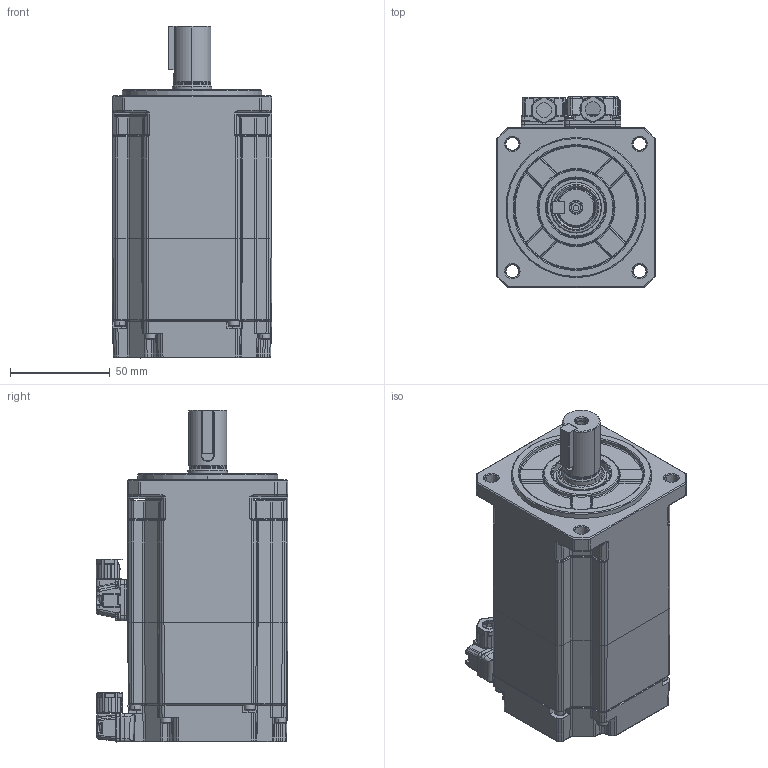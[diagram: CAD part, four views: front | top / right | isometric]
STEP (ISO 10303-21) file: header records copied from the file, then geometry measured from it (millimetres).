
FILE_DESCRIPTION (( 'STEP AP203' ), '1' );
FILE_NAME ('0105-0108-0003_80AC侜督萇儂_XMQ1-H80A08B30E16.STEP', '2021-08-30T06:03:09', ( '' ), ( '' ), 'SwSTEP 2.0', 'SolidWorks 2020', '' );
FILE_SCHEMA (( 'CONFIG_CONTROL_DESIGN' ));
Length unit declared in the file: millimetre
Products named in the file (1): 0105-0108-0003_80AC侜督萇儂_XMQ1-H80A08B30E16
Bounding box: 80 x 95.75 x 166 mm (x, y, z)
Surface area: 64231.6 mm2 (no closed solid volume)
Topology: 0 solids, 44 shells, 1677 faces, 5867 edges, 4032 vertices
Faces by surface type: cylinder 628, plane 467, bspline 282, torus 198, cone 65, sphere 37
Entity records: 68577 total; most frequent: CARTESIAN_POINT 22392, ORIENTED_EDGE 9255, DIRECTION 8993, EDGE_CURVE 5830, VERTEX_POINT 4032, AXIS2_PLACEMENT_3D 3264, LINE 2465, VECTOR 2465
